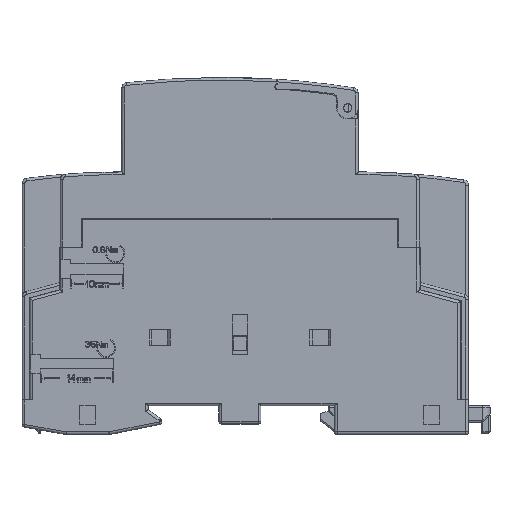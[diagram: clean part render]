
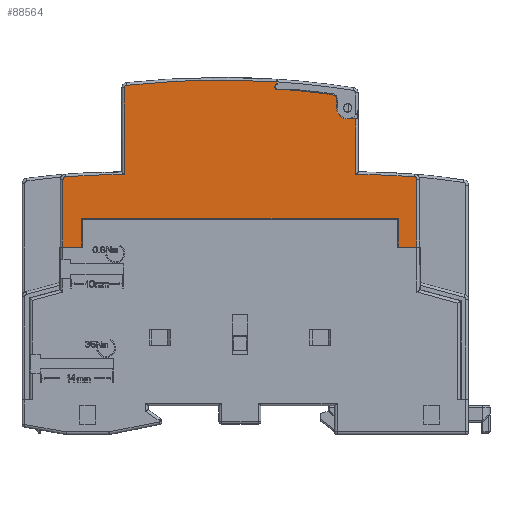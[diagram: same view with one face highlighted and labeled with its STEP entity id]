
A CAD part, left-side view. The second image highlights one B-rep face of the part: STEP entity #88564.
In plain terms, the highlighted planar face has unit normal (-1, 0, 0).
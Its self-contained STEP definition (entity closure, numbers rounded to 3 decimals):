
#76362=CARTESIAN_POINT('',(-19.9,-6.7,16.878));
#76363=DIRECTION('',(-1.,0.,0.));
#76364=DIRECTION('',(0.,-0.579,-0.815));
#76365=AXIS2_PLACEMENT_3D('',#76362,#76363,#76364);
#76367=CARTESIAN_POINT('',(-19.9,-7.182,16.2));
#76368=DIRECTION('',(-1.,0.,0.));
#76369=DIRECTION('',(0.,0.579,0.815));
#76370=AXIS2_PLACEMENT_3D('',#76367,#76368,#76369);
#76372=DIRECTION('',(0.,-1.,0.));
#76373=VECTOR('',#76372,1.2);
#76374=CARTESIAN_POINT('',(-19.9,-7.,15.7));
#76375=LINE('',#76374,#76373);
#76376=CARTESIAN_POINT('',(-19.9,3.595,-145.));
#76377=DIRECTION('',(-1.,0.,0.));
#76378=DIRECTION('',(0.,-0.131,0.991));
#76379=AXIS2_PLACEMENT_3D('',#76376,#76377,#76378);
#76381=CARTESIAN_POINT('',(-19.9,-17.4,13.75));
#76382=DIRECTION('',(-1.,0.,0.));
#76383=DIRECTION('',(0.,-1.,0.));
#76384=AXIS2_PLACEMENT_3D('',#76381,#76382,#76383);
#76386=DIRECTION('',(0.,0.,-1.));
#76387=VECTOR('',#76386,1.65);
#76388=CARTESIAN_POINT('',(-19.9,-18.4,13.75));
#76389=LINE('',#76388,#76387);
#76390=DIRECTION('',(0.,-1.,0.));
#76391=VECTOR('',#76390,1.6);
#76392=CARTESIAN_POINT('',(-19.9,-20.4,10.1));
#76393=LINE('',#76392,#76391);
#76394=DIRECTION('',(0.,0.,-1.));
#76395=VECTOR('',#76394,10.601);
#76396=CARTESIAN_POINT('',(-19.9,-22.,10.1));
#76397=LINE('',#76396,#76395);
#76398=CARTESIAN_POINT('',(-19.9,-22.5,-135.));
#76399=DIRECTION('',(1.,0.,0.));
#76400=DIRECTION('',(0.,0.004,1.));
#76401=AXIS2_PLACEMENT_3D('',#76398,#76399,#76400);
#76403=CARTESIAN_POINT('',(-19.9,-33.2,-1.428));
#76404=DIRECTION('',(1.,0.,0.));
#76405=DIRECTION('',(0.,-0.08,0.997));
#76406=AXIS2_PLACEMENT_3D('',#76403,#76404,#76405);
#76408=DIRECTION('',(0.,0.,-1.));
#76409=VECTOR('',#76408,12.872);
#76410=CARTESIAN_POINT('',(-19.9,-33.7,-1.428));
#76411=LINE('',#76410,#76409);
#76412=DIRECTION('',(0.,-1.,0.));
#76413=VECTOR('',#76412,3.6);
#76414=CARTESIAN_POINT('',(-19.9,-30.1,-14.3));
#76415=LINE('',#76414,#76413);
#76416=DIRECTION('',(0.,0.,-1.));
#76417=VECTOR('',#76416,5.4);
#76418=CARTESIAN_POINT('',(-19.9,-30.1,-8.9));
#76419=LINE('',#76418,#76417);
#76420=DIRECTION('',(0.,1.,0.));
#76421=VECTOR('',#76420,60.2);
#76422=CARTESIAN_POINT('',(-19.9,-30.1,-8.9));
#76423=LINE('',#76422,#76421);
#76424=DIRECTION('',(0.,0.,1.));
#76425=VECTOR('',#76424,5.4);
#76426=CARTESIAN_POINT('',(-19.9,30.1,-14.3));
#76427=LINE('',#76426,#76425);
#76428=DIRECTION('',(0.,-1.,0.));
#76429=VECTOR('',#76428,3.6);
#76430=CARTESIAN_POINT('',(-19.9,33.7,-14.3));
#76431=LINE('',#76430,#76429);
#76432=DIRECTION('',(0.,0.,1.));
#76433=VECTOR('',#76432,12.872);
#76434=CARTESIAN_POINT('',(-19.9,33.7,-14.3));
#76435=LINE('',#76434,#76433);
#76436=CARTESIAN_POINT('',(-19.9,33.2,-1.428));
#76437=DIRECTION('',(1.,0.,0.));
#76438=DIRECTION('',(0.,1.,0.));
#76439=AXIS2_PLACEMENT_3D('',#76436,#76437,#76438);
#76441=CARTESIAN_POINT('',(-19.9,22.5,-135.));
#76442=DIRECTION('',(1.,0.,0.));
#76443=DIRECTION('',(0.,0.08,0.997));
#76444=AXIS2_PLACEMENT_3D('',#76441,#76442,#76443);
#76446=DIRECTION('',(0.,0.,-1.));
#76447=VECTOR('',#76446,16.508);
#76448=CARTESIAN_POINT('',(-19.9,22.,16.008));
#76449=LINE('',#76448,#76447);
#76450=CARTESIAN_POINT('',(-19.9,21.5,16.008));
#76451=DIRECTION('',(-1.,0.,0.));
#76452=DIRECTION('',(0.,0.111,0.994));
#76453=AXIS2_PLACEMENT_3D('',#76450,#76451,#76452);
#76455=CARTESIAN_POINT('',(-19.9,3.595,-145.));
#76456=DIRECTION('',(-1.,0.,0.));
#76457=DIRECTION('',(0.,-0.065,0.998));
#76458=AXIS2_PLACEMENT_3D('',#76455,#76456,#76457);
#76460=DIRECTION('',(0.,0.,-1.));
#76461=VECTOR('',#76460,0.276);
#76462=CARTESIAN_POINT('',(-19.9,-7.,17.154));
#76463=LINE('',#76462,#76461);
#80984=CARTESIAN_POINT('',(-19.9,-7.,17.154));
#82062=CARTESIAN_POINT('',(-19.9,-20.4,12.1));
#82063=DIRECTION('',(1.,0.,0.));
#82064=DIRECTION('',(0.,0.,-1.));
#82065=AXIS2_PLACEMENT_3D('',#82062,#82063,#82064);
#83801=CARTESIAN_POINT('',(-19.9,-30.1,-8.9));
#83802=CARTESIAN_POINT('',(-19.9,30.1,-8.9));
#83803=VERTEX_POINT('',#83801);
#83804=VERTEX_POINT('',#83802);
#83805=CARTESIAN_POINT('',(-19.9,-30.1,-14.3));
#83806=VERTEX_POINT('',#83805);
#83807=CARTESIAN_POINT('',(-19.9,30.1,-14.3));
#83808=VERTEX_POINT('',#83807);
#85444=CARTESIAN_POINT('',(-19.9,-8.2,15.7));
#85446=VERTEX_POINT('',#85444);
#85468=CARTESIAN_POINT('',(-19.9,-7.,15.7));
#85470=VERTEX_POINT('',#85468);
#85479=CARTESIAN_POINT('',(-19.9,-20.4,10.1));
#85480=VERTEX_POINT('',#85479);
#85481=CARTESIAN_POINT('',(-19.9,-18.4,12.1));
#85482=VERTEX_POINT('',#85481);
#85483=CARTESIAN_POINT('',(-19.9,-18.4,13.75));
#85484=CARTESIAN_POINT('',(-19.9,-17.531,14.741));
#85485=VERTEX_POINT('',#85483);
#85486=VERTEX_POINT('',#85484);
#85703=CARTESIAN_POINT('',(-19.9,-22.,10.1));
#85705=VERTEX_POINT('',#85703);
#85709=CARTESIAN_POINT('',(-19.9,-22.,-0.501));
#85710=VERTEX_POINT('',#85709);
#85712=CARTESIAN_POINT('',(-19.9,-33.7,-14.3));
#85714=VERTEX_POINT('',#85712);
#85715=CARTESIAN_POINT('',(-19.9,-33.7,-1.428));
#85716=VERTEX_POINT('',#85715);
#85721=CARTESIAN_POINT('',(-19.9,-33.24,-0.929));
#85722=VERTEX_POINT('',#85721);
#85724=VERTEX_POINT('',#80984);
#85725=CARTESIAN_POINT('',(-19.9,21.555,16.504));
#85726=VERTEX_POINT('',#85725);
#85731=CARTESIAN_POINT('',(-19.9,22.,16.008));
#85732=VERTEX_POINT('',#85731);
#85737=CARTESIAN_POINT('',(-19.9,22.,-0.501));
#85738=VERTEX_POINT('',#85737);
#85739=CARTESIAN_POINT('',(-19.9,33.7,-14.3));
#85741=VERTEX_POINT('',#85739);
#85745=CARTESIAN_POINT('',(-19.9,33.7,-1.428));
#85746=VERTEX_POINT('',#85745);
#85749=CARTESIAN_POINT('',(-19.9,33.24,-0.929));
#85750=VERTEX_POINT('',#85749);
#85991=CARTESIAN_POINT('',(-19.9,-6.874,16.634));
#85993=VERTEX_POINT('',#85991);
#85995=CARTESIAN_POINT('',(-19.9,-7.,16.878));
#85996=VERTEX_POINT('',#85995);
#88513=CARTESIAN_POINT('',(-19.9,22.5,0.));
#88514=DIRECTION('',(-1.,0.,0.));
#88515=DIRECTION('',(0.,-1.,0.));
#88516=AXIS2_PLACEMENT_3D('',#88513,#88514,#88515);
#88517=PLANE('',#88516);
#88519=ORIENTED_EDGE('',*,*,#88518,.F.);
#88521=ORIENTED_EDGE('',*,*,#88520,.T.);
#88523=ORIENTED_EDGE('',*,*,#88522,.T.);
#88525=ORIENTED_EDGE('',*,*,#88524,.F.);
#88527=ORIENTED_EDGE('',*,*,#88526,.F.);
#88529=ORIENTED_EDGE('',*,*,#88528,.T.);
#88531=ORIENTED_EDGE('',*,*,#88530,.F.);
#88533=ORIENTED_EDGE('',*,*,#88532,.T.);
#88535=ORIENTED_EDGE('',*,*,#88534,.T.);
#88537=ORIENTED_EDGE('',*,*,#88536,.T.);
#88539=ORIENTED_EDGE('',*,*,#88538,.T.);
#88540=ORIENTED_EDGE('',*,*,#88461,.T.);
#88541=ORIENTED_EDGE('',*,*,#88450,.F.);
#88542=ORIENTED_EDGE('',*,*,#88418,.F.);
#88543=ORIENTED_EDGE('',*,*,#87992,.T.);
#88545=ORIENTED_EDGE('',*,*,#88544,.F.);
#88547=ORIENTED_EDGE('',*,*,#88546,.F.);
#88549=ORIENTED_EDGE('',*,*,#88548,.T.);
#88551=ORIENTED_EDGE('',*,*,#88550,.T.);
#88553=ORIENTED_EDGE('',*,*,#88552,.T.);
#88555=ORIENTED_EDGE('',*,*,#88554,.F.);
#88557=ORIENTED_EDGE('',*,*,#88556,.F.);
#88559=ORIENTED_EDGE('',*,*,#88558,.F.);
#88561=ORIENTED_EDGE('',*,*,#88560,.T.);
#88562=EDGE_LOOP('',(#88519,#88521,#88523,#88525,#88527,#88529,#88531,#88533,
#88535,#88537,#88539,#88540,#88541,#88542,#88543,#88545,#88547,#88549,#88551,
#88553,#88555,#88557,#88559,#88561));
#88563=FACE_OUTER_BOUND('',#88562,.F.);
#88564=ADVANCED_FACE('',(#88563),#88517,.T.);
#76366=CIRCLE('',#76365,0.3);
#76371=CIRCLE('',#76370,0.532);
#76380=CIRCLE('',#76379,161.132);
#76385=CIRCLE('',#76384,1.);
#76402=CIRCLE('',#76401,134.5);
#76407=CIRCLE('',#76406,0.5);
#76440=CIRCLE('',#76439,0.5);
#76445=CIRCLE('',#76444,134.5);
#76454=CIRCLE('',#76453,0.5);
#76459=CIRCLE('',#76458,162.5);
#82066=CIRCLE('',#82065,2.);
#87992=EDGE_CURVE('',#83803,#83804,#76423,.T.);
#88418=EDGE_CURVE('',#83803,#83806,#76419,.T.);
#88450=EDGE_CURVE('',#83806,#85714,#76415,.T.);
#88461=EDGE_CURVE('',#85716,#85714,#76411,.T.);
#88518=EDGE_CURVE('',#85993,#85996,#76366,.T.);
#88520=EDGE_CURVE('',#85993,#85470,#76371,.T.);
#88522=EDGE_CURVE('',#85470,#85446,#76375,.T.);
#88524=EDGE_CURVE('',#85486,#85446,#76380,.T.);
#88526=EDGE_CURVE('',#85485,#85486,#76385,.T.);
#88528=EDGE_CURVE('',#85485,#85482,#76389,.T.);
#88530=EDGE_CURVE('',#85480,#85482,#82066,.T.);
#88532=EDGE_CURVE('',#85480,#85705,#76393,.T.);
#88534=EDGE_CURVE('',#85705,#85710,#76397,.T.);
#88536=EDGE_CURVE('',#85710,#85722,#76402,.T.);
#88538=EDGE_CURVE('',#85722,#85716,#76407,.T.);
#88544=EDGE_CURVE('',#83808,#83804,#76427,.T.);
#88546=EDGE_CURVE('',#85741,#83808,#76431,.T.);
#88548=EDGE_CURVE('',#85741,#85746,#76435,.T.);
#88550=EDGE_CURVE('',#85746,#85750,#76440,.T.);
#88552=EDGE_CURVE('',#85750,#85738,#76445,.T.);
#88554=EDGE_CURVE('',#85732,#85738,#76449,.T.);
#88556=EDGE_CURVE('',#85726,#85732,#76454,.T.);
#88558=EDGE_CURVE('',#85724,#85726,#76459,.T.);
#88560=EDGE_CURVE('',#85724,#85996,#76463,.T.);
